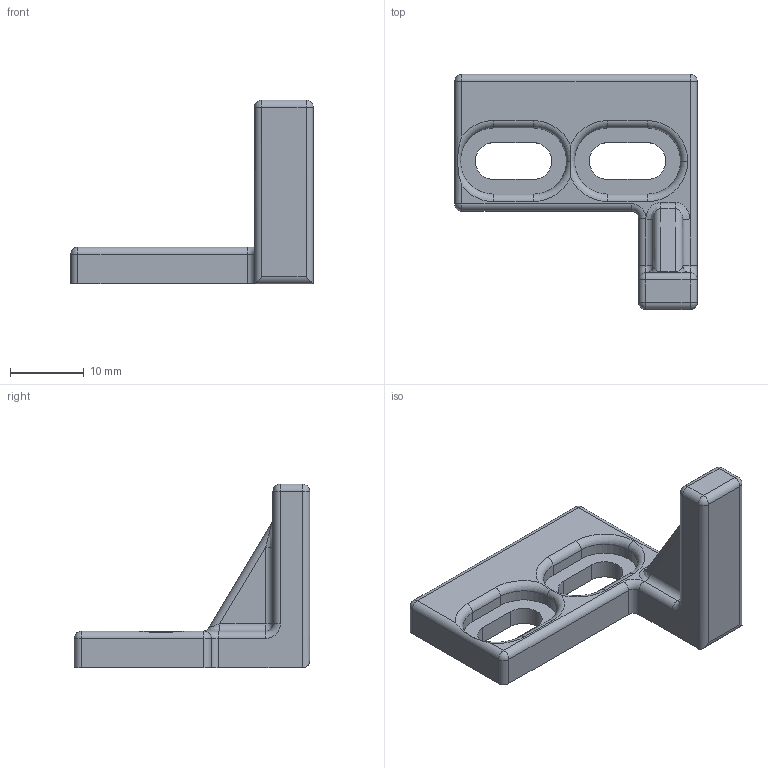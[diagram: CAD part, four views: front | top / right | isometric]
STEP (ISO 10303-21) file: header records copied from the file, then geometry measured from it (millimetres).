
FILE_DESCRIPTION (( 'STEP AP214' ), '1' );
FILE_NAME ('XYEndstopBump.STEP', '2023-10-21T23:04:10', ( '' ), ( '' ), 'SwSTEP 2.0', 'SolidWorks 2022', '' );
FILE_SCHEMA (( 'AUTOMOTIVE_DESIGN' ));
Length unit declared in the file: millimetre
Products named in the file (1): XYEndstopBump
Bounding box: 33 x 32 x 25 mm (x, y, z)
Volume: 3814.9 mm3; surface area: 2684.5 mm2
Topology: 1 solids, 1 shells, 87 faces, 211 edges, 117 vertices
Faces by surface type: cylinder 42, plane 23, torus 9, sphere 9, bspline 4
Entity records: 2848 total; most frequent: CARTESIAN_POINT 580, DIRECTION 448, ORIENTED_EDGE 404, EDGE_CURVE 202, AXIS2_PLACEMENT_3D 175, VERTEX_POINT 117, VECTOR 98, LINE 98
